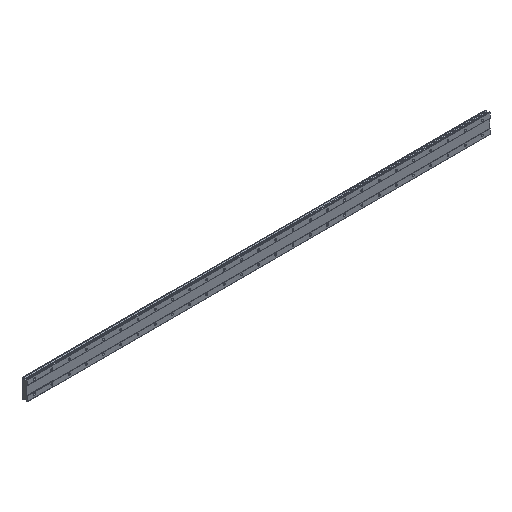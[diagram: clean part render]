
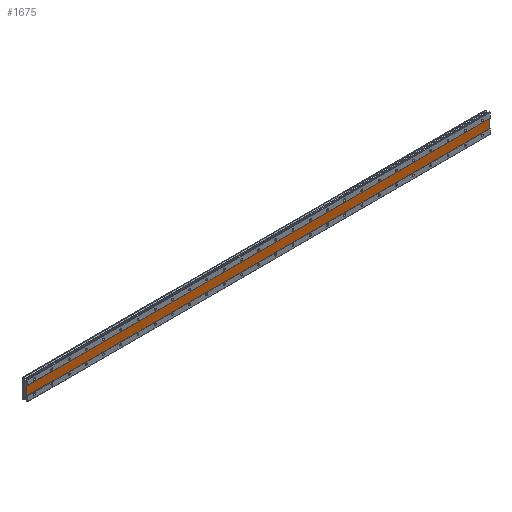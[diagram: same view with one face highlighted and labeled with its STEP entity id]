
A CAD part, isometric view. The second image highlights one B-rep face of the part: STEP entity #1675.
In plain terms, the highlighted planar face has unit normal (0, -1, 0).
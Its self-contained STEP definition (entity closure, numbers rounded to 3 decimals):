
#235 = DIRECTION ( 'NONE',  ( 0., 1., 0. ) ) ;
#257 = CARTESIAN_POINT ( 'NONE',  ( 2115., 1., -20. ) ) ;
#552 = ORIENTED_EDGE ( 'NONE', *, *, #6799, .F. ) ;
#648 = VERTEX_POINT ( 'NONE', #2997 ) ;
#816 = VECTOR ( 'NONE', #6149, 1000. ) ;
#854 = EDGE_CURVE ( 'NONE', #7812, #7836, #1088, .T. ) ;
#1088 = LINE ( 'NONE', #9144, #2192 ) ;
#1404 = VECTOR ( 'NONE', #2172, 1000. ) ;
#1675 = ADVANCED_FACE ( 'NONE', ( #6633 ), #5977, .F. ) ;
#2128 = DIRECTION ( 'NONE',  ( 1., 0., 0. ) ) ;
#2172 = DIRECTION ( 'NONE',  ( 0., 0., -1. ) ) ;
#2192 = VECTOR ( 'NONE', #3380, 1000. ) ;
#2632 = CARTESIAN_POINT ( 'NONE',  ( -35., 1., 20. ) ) ;
#2870 = EDGE_CURVE ( 'NONE', #648, #7812, #6605, .T. ) ;
#2891 = EDGE_CURVE ( 'NONE', #6852, #648, #8028, .T. ) ;
#2974 = CARTESIAN_POINT ( 'NONE',  ( 2115., 1., 20. ) ) ;
#2997 = CARTESIAN_POINT ( 'NONE',  ( 2115., 1., 20. ) ) ;
#3075 = ORIENTED_EDGE ( 'NONE', *, *, #854, .F. ) ;
#3380 = DIRECTION ( 'NONE',  ( -1., 0., 0. ) ) ;
#3774 = DIRECTION ( 'NONE',  ( 0., 0., 1. ) ) ;
#3815 = CARTESIAN_POINT ( 'NONE',  ( 2115., 1., 20. ) ) ;
#3838 = CARTESIAN_POINT ( 'NONE',  ( -35., 1., -20. ) ) ;
#3987 = VECTOR ( 'NONE', #2128, 1000. ) ;
#4298 = ORIENTED_EDGE ( 'NONE', *, *, #2891, .F. ) ;
#5977 = PLANE ( 'NONE',  #8799 ) ;
#6149 = DIRECTION ( 'NONE',  ( 0., 0., 1. ) ) ;
#6208 = EDGE_LOOP ( 'NONE', ( #3075, #7148, #4298, #552 ) ) ;
#6240 = LINE ( 'NONE', #2632, #816 ) ;
#6474 = CARTESIAN_POINT ( 'NONE',  ( 2115., 1., 20. ) ) ;
#6605 = LINE ( 'NONE', #2974, #1404 ) ;
#6633 = FACE_OUTER_BOUND ( 'NONE', #6208, .T. ) ;
#6799 = EDGE_CURVE ( 'NONE', #7836, #6852, #6240, .T. ) ;
#6852 = VERTEX_POINT ( 'NONE', #7827 ) ;
#7148 = ORIENTED_EDGE ( 'NONE', *, *, #2870, .F. ) ;
#7812 = VERTEX_POINT ( 'NONE', #257 ) ;
#7827 = CARTESIAN_POINT ( 'NONE',  ( -35., 1., 20. ) ) ;
#7836 = VERTEX_POINT ( 'NONE', #3838 ) ;
#8028 = LINE ( 'NONE', #6474, #3987 ) ;
#8799 = AXIS2_PLACEMENT_3D ( 'NONE', #3815, #235, #3774 ) ;
#9144 = CARTESIAN_POINT ( 'NONE',  ( 2115., 1., -20. ) ) ;
